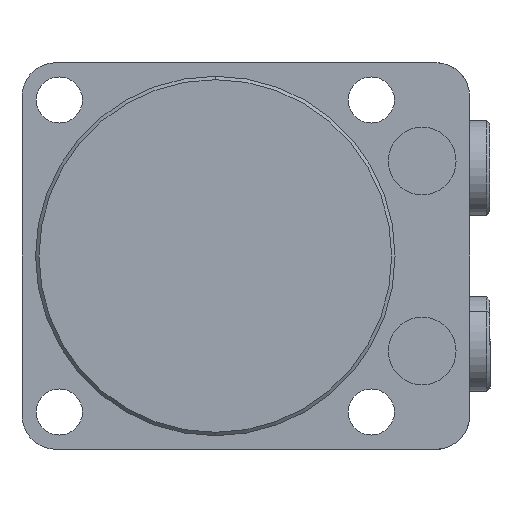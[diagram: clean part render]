
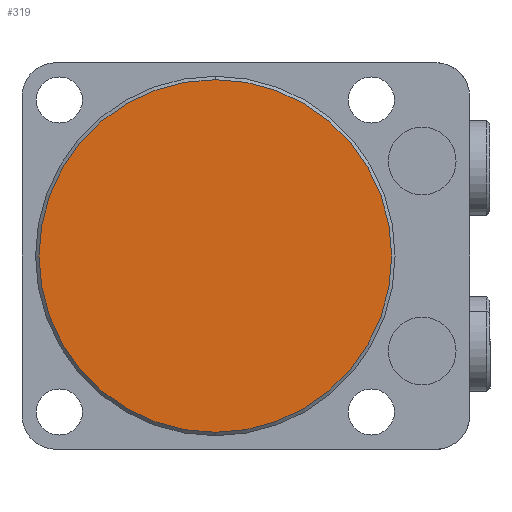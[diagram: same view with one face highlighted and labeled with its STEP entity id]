
A CAD part, front view. The second image highlights one B-rep face of the part: STEP entity #319.
In plain terms, the highlighted planar face has unit normal (0, -1, 0).
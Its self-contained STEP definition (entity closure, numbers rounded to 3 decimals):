
#8 = EDGE_LOOP ( 'NONE', ( #3797, #3887 ) ) ;
#33 = VERTEX_POINT ( 'NONE', #1929 ) ;
#57 = VERTEX_POINT ( 'NONE', #1920 ) ;
#319 = ADVANCED_FACE ( 'NONE', ( #2418 ), #2973, .F. ) ;
#1089 = DIRECTION ( 'NONE',  ( 0., 0., 1. ) ) ;
#1111 = DIRECTION ( 'NONE',  ( 0., -1., 0. ) ) ;
#1121 = CARTESIAN_POINT ( 'NONE',  ( 0., 0., 0. ) ) ;
#1556 = AXIS2_PLACEMENT_3D ( 'NONE', #1121, #1111, #1089 ) ;
#1557 = AXIS2_PLACEMENT_3D ( 'NONE', #3724, #3723, #3721 ) ;
#1633 = AXIS2_PLACEMENT_3D ( 'NONE', #3020, #3129, #3126 ) ;
#1636 = EDGE_CURVE ( 'NONE', #57, #33, #2820, .T. ) ;
#1920 = CARTESIAN_POINT ( 'NONE',  ( 0., 0., 26. ) ) ;
#1929 = CARTESIAN_POINT ( 'NONE',  ( 0., 0., -26. ) ) ;
#2418 = FACE_OUTER_BOUND ( 'NONE', #8, .T. ) ;
#2600 = CIRCLE ( 'NONE', #1556, 26. ) ;
#2820 = CIRCLE ( 'NONE', #1557, 26. ) ;
#2973 = PLANE ( 'NONE',  #1633 ) ;
#3020 = CARTESIAN_POINT ( 'NONE',  ( 0., 0., 0. ) ) ;
#3126 = DIRECTION ( 'NONE',  ( 0., 0., 1. ) ) ;
#3129 = DIRECTION ( 'NONE',  ( 0., 1., 0. ) ) ;
#3148 = EDGE_CURVE ( 'NONE', #33, #57, #2600, .T. ) ;
#3721 = DIRECTION ( 'NONE',  ( 0., 0., 1. ) ) ;
#3723 = DIRECTION ( 'NONE',  ( 0., -1., 0. ) ) ;
#3724 = CARTESIAN_POINT ( 'NONE',  ( 0., 0., 0. ) ) ;
#3797 = ORIENTED_EDGE ( 'NONE', *, *, #1636, .T. ) ;
#3887 = ORIENTED_EDGE ( 'NONE', *, *, #3148, .T. ) ;
